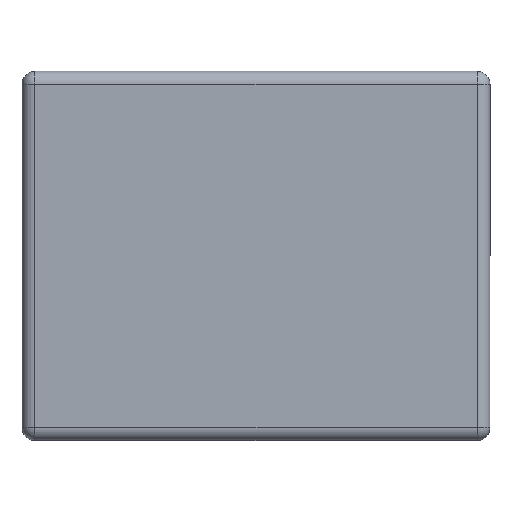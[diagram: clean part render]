
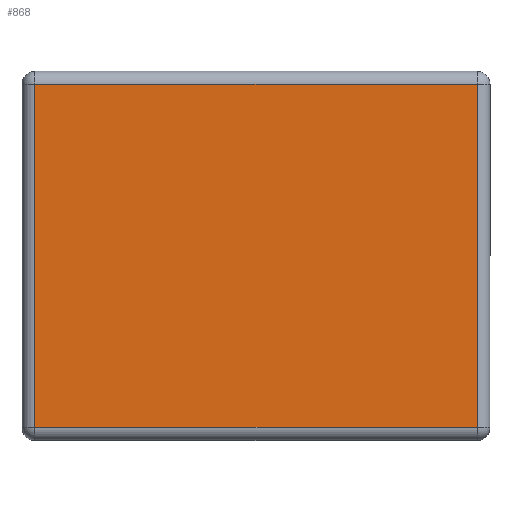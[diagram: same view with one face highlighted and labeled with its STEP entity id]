
A CAD part, top view. The second image highlights one B-rep face of the part: STEP entity #868.
In plain terms, the highlighted planar face has unit normal (0, 0, 1).
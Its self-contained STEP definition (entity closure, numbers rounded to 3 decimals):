
#451=CARTESIAN_POINT('',(17.035,13.225,13.21));
#452=VERTEX_POINT('',#451);
#477=CARTESIAN_POINT('',(17.035,-13.225,13.21));
#478=VERTEX_POINT('',#477);
#521=CARTESIAN_POINT('',(-17.035,13.225,13.21));
#522=VERTEX_POINT('',#521);
#547=CARTESIAN_POINT('',(-17.035,-13.225,13.21));
#548=VERTEX_POINT('',#547);
#588=CARTESIAN_POINT('',(-17.035,-13.225,13.21));
#589=DIRECTION('',(0.0,1.0,0.0));
#590=VECTOR('',#589,26.45);
#591=LINE('',#588,#590);
#592=EDGE_CURVE('',#548,#522,#591,.T.);
#642=CARTESIAN_POINT('',(17.035,-13.225,13.21));
#643=DIRECTION('',(-1.0,0.0,0.0));
#644=VECTOR('',#643,34.07);
#645=LINE('',#642,#644);
#646=EDGE_CURVE('',#478,#548,#645,.T.);
#696=CARTESIAN_POINT('',(-17.035,13.225,13.21));
#697=DIRECTION('',(1.0,0.0,0.0));
#698=VECTOR('',#697,34.07);
#699=LINE('',#696,#698);
#700=EDGE_CURVE('',#522,#452,#699,.T.);
#750=CARTESIAN_POINT('',(17.035,13.225,13.21));
#751=DIRECTION('',(0.0,-1.0,0.0));
#752=VECTOR('',#751,26.45);
#753=LINE('',#750,#752);
#754=EDGE_CURVE('',#452,#478,#753,.T.);
#857=CARTESIAN_POINT('',(0.,0.,13.21));
#858=DIRECTION('',(0.0,0.0,1.0));
#859=DIRECTION('',(1.0,0.0,0.0));
#860=AXIS2_PLACEMENT_3D('',#857,#858,#859);
#861=PLANE('',#860);
#862=ORIENTED_EDGE('',*,*,#592,.F.);
#863=ORIENTED_EDGE('',*,*,#646,.F.);
#864=ORIENTED_EDGE('',*,*,#754,.F.);
#865=ORIENTED_EDGE('',*,*,#700,.F.);
#866=EDGE_LOOP('',(#862,#863,#864,#865));
#867=FACE_OUTER_BOUND('',#866,.T.);
#868=ADVANCED_FACE('',(#867),#861,.T.);
